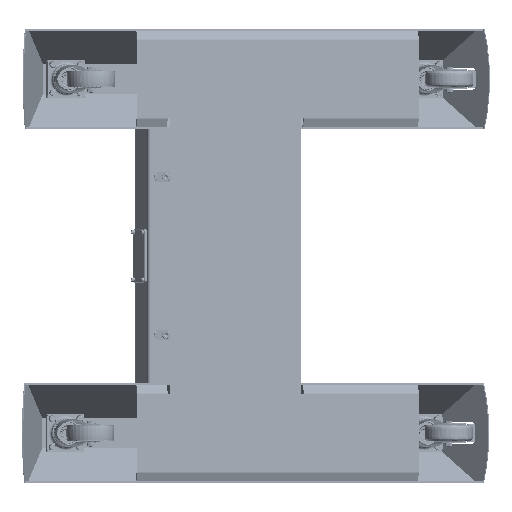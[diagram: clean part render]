
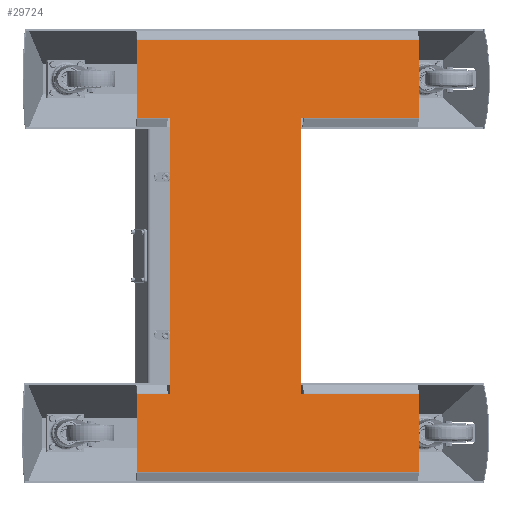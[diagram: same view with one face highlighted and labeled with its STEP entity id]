
A CAD part, left-side view. The second image highlights one B-rep face of the part: STEP entity #29724.
In plain terms, the highlighted face is planar.
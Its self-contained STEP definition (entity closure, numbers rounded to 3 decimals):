
#3180 = VERTEX_POINT ( 'NONE', #99894 ) ;
#3199 = VERTEX_POINT ( 'NONE', #100167 ) ;
#3204 = EDGE_CURVE ( 'NONE', #3199, #3180, #100159, .T. ) ;
#9200 = CARTESIAN_POINT ( 'NONE',  ( -215.5, -4., -400. ) ) ;
#9907 = CARTESIAN_POINT ( 'NONE',  ( -215.5, -4., -404. ) ) ;
#9943 = DIRECTION ( 'NONE',  ( 0., 0., -1. ) ) ;
#9944 = VECTOR ( 'NONE', #9943, 1000. ) ;
#9946 = CARTESIAN_POINT ( 'NONE',  ( -215.5, -4., -400. ) ) ;
#9948 = LINE ( 'NONE', #9946, #9944 ) ;
#10499 = CARTESIAN_POINT ( 'NONE',  ( -215.5, -4., 0. ) ) ;
#10580 = DIRECTION ( 'NONE',  ( 1., 0., 0. ) ) ;
#10583 = VECTOR ( 'NONE', #10580, 1000. ) ;
#10586 = CARTESIAN_POINT ( 'NONE',  ( -335.5, -4., 0. ) ) ;
#10587 = LINE ( 'NONE', #10586, #10583 ) ;
#10591 = VERTEX_POINT ( 'NONE', #9200 ) ;
#10783 = CARTESIAN_POINT ( 'NONE',  ( -335.5, -4., 0. ) ) ;
#11137 = CARTESIAN_POINT ( 'NONE',  ( -335.5, -4., -453. ) ) ;
#11195 = VECTOR ( 'NONE', #11310, 1000. ) ;
#11197 = CARTESIAN_POINT ( 'NONE',  ( -215.5, -4., -453. ) ) ;
#11199 = LINE ( 'NONE', #11197, #11195 ) ;
#11235 = CARTESIAN_POINT ( 'NONE',  ( -215.5, -4., -453. ) ) ;
#11310 = DIRECTION ( 'NONE',  ( -1., 0., 0. ) ) ;
#11520 = DIRECTION ( 'NONE',  ( -1., 0., 0. ) ) ;
#11521 = VECTOR ( 'NONE', #11520, 1000. ) ;
#11522 = CARTESIAN_POINT ( 'NONE',  ( 215.5, -4., -453. ) ) ;
#11533 = LINE ( 'NONE', #11522, #11521 ) ;
#11723 = CARTESIAN_POINT ( 'NONE',  ( 335.5, -4., -453. ) ) ;
#12349 = DIRECTION ( 'NONE',  ( -1., 0., 0. ) ) ;
#12350 = VECTOR ( 'NONE', #12349, 1000. ) ;
#12351 = CARTESIAN_POINT ( 'NONE',  ( -215.5, -4., -400. ) ) ;
#12352 = LINE ( 'NONE', #12351, #12350 ) ;
#12394 = VERTEX_POINT ( 'NONE', #9907 ) ;
#12785 = DIRECTION ( 'NONE',  ( 1., 0., 0. ) ) ;
#12786 = VECTOR ( 'NONE', #12785, 1000. ) ;
#12787 = CARTESIAN_POINT ( 'NONE',  ( 335.5, -4., 0. ) ) ;
#12789 = LINE ( 'NONE', #12787, #12786 ) ;
#12795 = CARTESIAN_POINT ( 'NONE',  ( 335.5, -4., 0. ) ) ;
#12851 = CARTESIAN_POINT ( 'NONE',  ( 215.5, -4., 0. ) ) ;
#12966 = EDGE_CURVE ( 'NONE', #10591, #12394, #9948, .T. ) ;
#14158 = VERTEX_POINT ( 'NONE', #10499 ) ;
#14263 = EDGE_CURVE ( 'NONE', #14825, #14158, #10587, .T. ) ;
#14825 = VERTEX_POINT ( 'NONE', #10783 ) ;
#15224 = DIRECTION ( 'NONE',  ( 0., 0., 1. ) ) ;
#15226 = VECTOR ( 'NONE', #15224, 1000. ) ;
#15227 = CARTESIAN_POINT ( 'NONE',  ( 215.5, -4., 0. ) ) ;
#15232 = LINE ( 'NONE', #15227, #15226 ) ;
#15444 = CARTESIAN_POINT ( 'NONE',  ( 215.5, -4., -189. ) ) ;
#15703 = CARTESIAN_POINT ( 'NONE',  ( 215.5, -4., -185. ) ) ;
#16009 = DIRECTION ( 'NONE',  ( 1., 0., 0. ) ) ;
#16011 = VECTOR ( 'NONE', #16009, 1000. ) ;
#16013 = CARTESIAN_POINT ( 'NONE',  ( 215.5, -4., -189. ) ) ;
#16015 = LINE ( 'NONE', #16013, #16011 ) ;
#16040 = VERTEX_POINT ( 'NONE', #11137 ) ;
#16135 = CARTESIAN_POINT ( 'NONE',  ( -215.5, -4., -189. ) ) ;
#16400 = VERTEX_POINT ( 'NONE', #11235 ) ;
#16686 = EDGE_CURVE ( 'NONE', #16400, #16040, #11199, .T. ) ;
#16785 = DIRECTION ( 'NONE',  ( 0., 0., 1. ) ) ;
#16786 = VECTOR ( 'NONE', #16785, 1000. ) ;
#16787 = CARTESIAN_POINT ( 'NONE',  ( -335.5, -4., -453. ) ) ;
#16789 = LINE ( 'NONE', #16787, #16786 ) ;
#17147 = AXIS2_PLACEMENT_3D ( 'NONE', #17153, #17263, #17261 ) ;
#17153 = CARTESIAN_POINT ( 'NONE',  ( -215.5, -4., 0. ) ) ;
#17155 = FACE_OUTER_BOUND ( 'NONE', #29793, .T. ) ;
#17162 = PLANE ( 'NONE',  #17147 ) ;
#17261 = DIRECTION ( 'NONE',  ( 0., 0., 1. ) ) ;
#17263 = DIRECTION ( 'NONE',  ( 0., 1., 0. ) ) ;
#17269 = DIRECTION ( 'NONE',  ( 0., 0., -1. ) ) ;
#17271 = VECTOR ( 'NONE', #17269, 1000. ) ;
#17273 = CARTESIAN_POINT ( 'NONE',  ( -215.5, -4., 0. ) ) ;
#17275 = LINE ( 'NONE', #17273, #17271 ) ;
#17277 = DIRECTION ( 'NONE',  ( 0., 0., -1. ) ) ;
#17279 = VECTOR ( 'NONE', #17277, 1000. ) ;
#17280 = CARTESIAN_POINT ( 'NONE',  ( 335.5, -4., -453. ) ) ;
#17281 = LINE ( 'NONE', #17280, #17279 ) ;
#17282 = CARTESIAN_POINT ( 'NONE',  ( -215.5, -4., -185. ) ) ;
#17336 = DIRECTION ( 'NONE',  ( 0., 0., 1. ) ) ;
#17337 = VECTOR ( 'NONE', #17336, 1000. ) ;
#17339 = CARTESIAN_POINT ( 'NONE',  ( 215.5, -4., -400. ) ) ;
#17340 = LINE ( 'NONE', #17339, #17337 ) ;
#17440 = DIRECTION ( 'NONE',  ( 0., 0., -1. ) ) ;
#17441 = VECTOR ( 'NONE', #17440, 1000. ) ;
#17443 = CARTESIAN_POINT ( 'NONE',  ( -215.5, -4., -400. ) ) ;
#17455 = LINE ( 'NONE', #17443, #17441 ) ;
#17631 = EDGE_CURVE ( 'NONE', #18160, #32697, #11533, .T. ) ;
#17837 = DIRECTION ( 'NONE',  ( 0., 0., -1. ) ) ;
#17838 = VECTOR ( 'NONE', #17837, 1000. ) ;
#17841 = CARTESIAN_POINT ( 'NONE',  ( -215.5, -4., 0. ) ) ;
#17852 = LINE ( 'NONE', #17841, #17838 ) ;
#18042 = DIRECTION ( 'NONE',  ( 0., 0., 1. ) ) ;
#18043 = VECTOR ( 'NONE', #18042, 1000. ) ;
#18045 = CARTESIAN_POINT ( 'NONE',  ( 215.5, -4., 0. ) ) ;
#18048 = LINE ( 'NONE', #18045, #18043 ) ;
#18160 = VERTEX_POINT ( 'NONE', #11723 ) ;
#19184 = CARTESIAN_POINT ( 'NONE',  ( 215.5, -4., -453. ) ) ;
#21250 = EDGE_CURVE ( 'NONE', #3180, #10591, #12352, .T. ) ;
#22550 = VERTEX_POINT ( 'NONE', #12795 ) ;
#22554 = EDGE_CURVE ( 'NONE', #23011, #22550, #12789, .T. ) ;
#23011 = VERTEX_POINT ( 'NONE', #12851 ) ;
#26926 = EDGE_CURVE ( 'NONE', #27292, #28019, #15232, .T. ) ;
#27292 = VERTEX_POINT ( 'NONE', #15444 ) ;
#28019 = VERTEX_POINT ( 'NONE', #15703 ) ;
#28315 = EDGE_CURVE ( 'NONE', #28508, #27292, #16015, .T. ) ;
#28508 = VERTEX_POINT ( 'NONE', #16135 ) ;
#29382 = EDGE_CURVE ( 'NONE', #16040, #14825, #16789, .T. ) ;
#29724 = ADVANCED_FACE ( 'NONE', ( #17155 ), #17162, .F. ) ;
#29773 = ORIENTED_EDGE ( 'NONE', *, *, #14263, .F. ) ;
#29793 = EDGE_LOOP ( 'NONE', ( #29773, #29844, #30261, #30212, #30311, #30285, #30249, #30345, #30182, #30139, #30055, #30848, #30415, #30565, #30441, #30630 ) ) ;
#29844 = ORIENTED_EDGE ( 'NONE', *, *, #29382, .F. ) ;
#29943 = VERTEX_POINT ( 'NONE', #17282 ) ;
#29963 = EDGE_CURVE ( 'NONE', #22550, #18160, #17281, .T. ) ;
#29985 = EDGE_CURVE ( 'NONE', #29943, #28508, #17275, .T. ) ;
#30055 = ORIENTED_EDGE ( 'NONE', *, *, #22554, .F. ) ;
#30139 = ORIENTED_EDGE ( 'NONE', *, *, #29963, .F. ) ;
#30146 = EDGE_CURVE ( 'NONE', #32697, #3199, #17340, .T. ) ;
#30182 = ORIENTED_EDGE ( 'NONE', *, *, #17631, .F. ) ;
#30212 = ORIENTED_EDGE ( 'NONE', *, *, #30255, .F. ) ;
#30249 = ORIENTED_EDGE ( 'NONE', *, *, #3204, .F. ) ;
#30255 = EDGE_CURVE ( 'NONE', #12394, #16400, #17455, .T. ) ;
#30261 = ORIENTED_EDGE ( 'NONE', *, *, #16686, .F. ) ;
#30285 = ORIENTED_EDGE ( 'NONE', *, *, #21250, .F. ) ;
#30311 = ORIENTED_EDGE ( 'NONE', *, *, #12966, .F. ) ;
#30345 = ORIENTED_EDGE ( 'NONE', *, *, #30146, .F. ) ;
#30415 = ORIENTED_EDGE ( 'NONE', *, *, #26926, .F. ) ;
#30441 = ORIENTED_EDGE ( 'NONE', *, *, #29985, .F. ) ;
#30507 = EDGE_CURVE ( 'NONE', #14158, #29943, #17852, .T. ) ;
#30565 = ORIENTED_EDGE ( 'NONE', *, *, #28315, .F. ) ;
#30630 = ORIENTED_EDGE ( 'NONE', *, *, #30507, .F. ) ;
#30796 = EDGE_CURVE ( 'NONE', #28019, #23011, #18048, .T. ) ;
#30848 = ORIENTED_EDGE ( 'NONE', *, *, #30796, .F. ) ;
#32697 = VERTEX_POINT ( 'NONE', #19184 ) ;
#99894 = CARTESIAN_POINT ( 'NONE',  ( 215.5, -4., -400. ) ) ;
#100153 = DIRECTION ( 'NONE',  ( 0., 0., 1. ) ) ;
#100154 = VECTOR ( 'NONE', #100153, 1000. ) ;
#100157 = CARTESIAN_POINT ( 'NONE',  ( 215.5, -4., -400. ) ) ;
#100159 = LINE ( 'NONE', #100157, #100154 ) ;
#100167 = CARTESIAN_POINT ( 'NONE',  ( 215.5, -4., -404. ) ) ;
